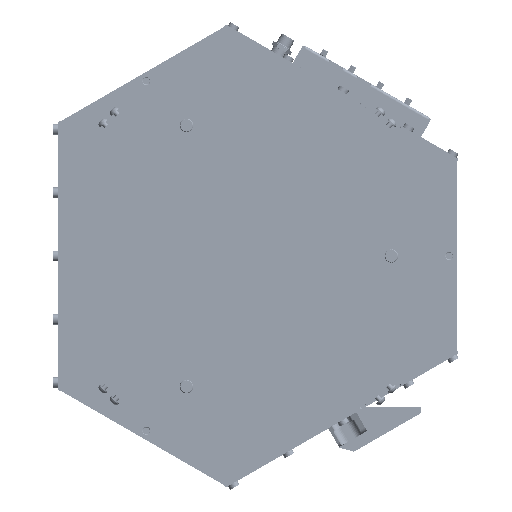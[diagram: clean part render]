
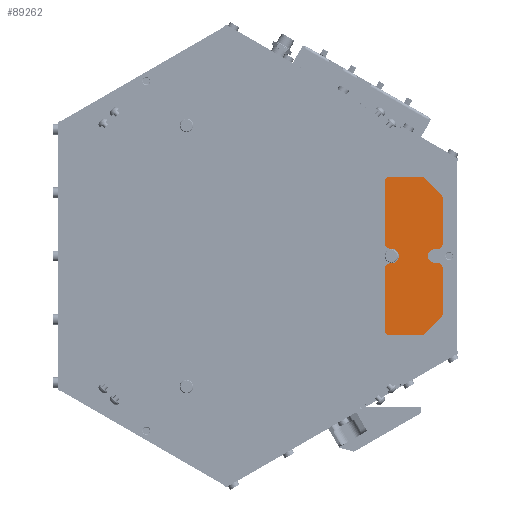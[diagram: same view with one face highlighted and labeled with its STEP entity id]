
A CAD part, front view. The second image highlights one B-rep face of the part: STEP entity #89262.
In plain terms, the highlighted planar face has unit normal (0, -1, 0).
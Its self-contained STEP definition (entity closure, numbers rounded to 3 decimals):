
#30832=CARTESIAN_POINT('',(106.,13.5,-9.447));
#30833=DIRECTION('',(0.,-1.,0.));
#30834=DIRECTION('',(0.105,0.,0.994));
#30835=AXIS2_PLACEMENT_3D('',#30832,#30833,#30834);
#30837=CARTESIAN_POINT('',(106.,13.5,9.447));
#30838=DIRECTION('',(0.,-1.,0.));
#30839=DIRECTION('',(-1.,0.,0.));
#30840=AXIS2_PLACEMENT_3D('',#30837,#30838,#30839);
#30842=DIRECTION('',(0.,0.,-1.));
#30843=VECTOR('',#30842,45.553);
#30844=CARTESIAN_POINT('',(102.,13.5,55.));
#30845=LINE('',#30844,#30843);
#30846=CARTESIAN_POINT('',(106.,13.5,55.));
#30847=DIRECTION('',(0.,-1.,0.));
#30848=DIRECTION('',(0.,0.,1.));
#30849=AXIS2_PLACEMENT_3D('',#30846,#30847,#30848);
#30851=DIRECTION('',(-1.,0.,0.));
#30852=VECTOR('',#30851,22.848);
#30853=CARTESIAN_POINT('',(128.848,13.5,59.));
#30854=LINE('',#30853,#30852);
#30855=CARTESIAN_POINT('',(128.848,13.5,55.));
#30856=DIRECTION('',(0.,-1.,0.));
#30857=DIRECTION('',(0.707,0.,0.707));
#30858=AXIS2_PLACEMENT_3D('',#30855,#30856,#30857);
#30860=DIRECTION('',(0.707,0.,-0.707));
#30861=VECTOR('',#30860,17.186);
#30862=CARTESIAN_POINT('',(131.676,13.5,57.828));
#30863=LINE('',#30862,#30861);
#30864=CARTESIAN_POINT('',(141.,13.5,42.848));
#30865=DIRECTION('',(0.,-1.,0.));
#30866=DIRECTION('',(1.,0.,0.));
#30867=AXIS2_PLACEMENT_3D('',#30864,#30865,#30866);
#30869=DIRECTION('',(0.,0.,1.));
#30870=VECTOR('',#30869,33.848);
#30871=CARTESIAN_POINT('',(145.,13.5,9.));
#30872=LINE('',#30871,#30870);
#30873=CARTESIAN_POINT('',(141.,13.5,9.));
#30874=DIRECTION('',(0.,-1.,0.));
#30875=DIRECTION('',(0.,0.,-1.));
#30876=AXIS2_PLACEMENT_3D('',#30873,#30874,#30875);
#30878=DIRECTION('',(-1.,0.,0.));
#30879=VECTOR('',#30878,2.);
#30880=CARTESIAN_POINT('',(141.,13.5,5.));
#30881=LINE('',#30880,#30879);
#30882=CARTESIAN_POINT('',(139.,13.5,0.));
#30883=DIRECTION('',(0.,-1.,0.));
#30884=DIRECTION('',(0.,0.,1.));
#30885=AXIS2_PLACEMENT_3D('',#30882,#30883,#30884);
#30887=DIRECTION('',(-1.,0.,0.));
#30888=VECTOR('',#30887,2.);
#30889=CARTESIAN_POINT('',(141.,13.5,-5.));
#30890=LINE('',#30889,#30888);
#30891=CARTESIAN_POINT('',(141.,13.5,-9.));
#30892=DIRECTION('',(0.,-1.,0.));
#30893=DIRECTION('',(1.,0.,0.));
#30894=AXIS2_PLACEMENT_3D('',#30891,#30892,#30893);
#30896=DIRECTION('',(0.,0.,1.));
#30897=VECTOR('',#30896,33.848);
#30898=CARTESIAN_POINT('',(145.,13.5,-42.848));
#30899=LINE('',#30898,#30897);
#30900=CARTESIAN_POINT('',(141.,13.5,-42.848));
#30901=DIRECTION('',(0.,-1.,0.));
#30902=DIRECTION('',(0.707,0.,-0.707));
#30903=AXIS2_PLACEMENT_3D('',#30900,#30901,#30902);
#30905=DIRECTION('',(-0.707,0.,-0.707));
#30906=VECTOR('',#30905,17.186);
#30907=CARTESIAN_POINT('',(143.828,13.5,-45.676));
#30908=LINE('',#30907,#30906);
#30909=CARTESIAN_POINT('',(128.848,13.5,-55.));
#30910=DIRECTION('',(0.,-1.,0.));
#30911=DIRECTION('',(0.,0.,-1.));
#30912=AXIS2_PLACEMENT_3D('',#30909,#30910,#30911);
#30914=DIRECTION('',(-1.,0.,0.));
#30915=VECTOR('',#30914,22.848);
#30916=CARTESIAN_POINT('',(128.848,13.5,-59.));
#30917=LINE('',#30916,#30915);
#30918=CARTESIAN_POINT('',(106.,13.5,-55.));
#30919=DIRECTION('',(0.,-1.,0.));
#30920=DIRECTION('',(-1.,0.,0.));
#30921=AXIS2_PLACEMENT_3D('',#30918,#30919,#30920);
#30923=DIRECTION('',(0.,0.,-1.));
#30924=VECTOR('',#30923,45.553);
#30925=CARTESIAN_POINT('',(102.,13.5,-9.447));
#30926=LINE('',#30925,#30924);
#31703=CARTESIAN_POINT('',(107.,13.5,0.));
#31704=DIRECTION('',(0.,1.,0.));
#31705=DIRECTION('',(-0.105,0.,0.994));
#31706=AXIS2_PLACEMENT_3D('',#31703,#31704,#31705);
#40093=CARTESIAN_POINT('',(139.,13.5,-5.));
#40094=VERTEX_POINT('',#40093);
#40095=CARTESIAN_POINT('',(139.,13.5,5.));
#40096=VERTEX_POINT('',#40095);
#40445=CARTESIAN_POINT('',(102.,13.5,-55.));
#40447=VERTEX_POINT('',#40445);
#40449=CARTESIAN_POINT('',(106.,13.5,-59.));
#40451=VERTEX_POINT('',#40449);
#40453=CARTESIAN_POINT('',(106.,13.5,59.));
#40455=VERTEX_POINT('',#40453);
#40457=CARTESIAN_POINT('',(102.,13.5,55.));
#40459=VERTEX_POINT('',#40457);
#40477=CARTESIAN_POINT('',(145.,13.5,-42.848));
#40478=VERTEX_POINT('',#40477);
#40479=CARTESIAN_POINT('',(143.828,13.5,-45.676));
#40480=VERTEX_POINT('',#40479);
#40481=CARTESIAN_POINT('',(145.,13.5,42.848));
#40483=VERTEX_POINT('',#40481);
#40485=CARTESIAN_POINT('',(143.828,13.5,45.676));
#40487=VERTEX_POINT('',#40485);
#40491=CARTESIAN_POINT('',(128.848,13.5,-59.));
#40492=VERTEX_POINT('',#40491);
#40493=CARTESIAN_POINT('',(131.676,13.5,-57.828));
#40494=VERTEX_POINT('',#40493);
#40495=CARTESIAN_POINT('',(128.848,13.5,59.));
#40496=VERTEX_POINT('',#40495);
#40498=CARTESIAN_POINT('',(131.676,13.5,57.828));
#40500=VERTEX_POINT('',#40498);
#40501=CARTESIAN_POINT('',(145.,13.5,-9.));
#40502=VERTEX_POINT('',#40501);
#40503=CARTESIAN_POINT('',(145.,13.5,9.));
#40504=VERTEX_POINT('',#40503);
#40505=CARTESIAN_POINT('',(141.,13.5,5.));
#40506=VERTEX_POINT('',#40505);
#40507=CARTESIAN_POINT('',(141.,13.5,-5.));
#40508=VERTEX_POINT('',#40507);
#40782=CARTESIAN_POINT('',(102.,13.5,-9.447));
#40784=VERTEX_POINT('',#40782);
#40786=CARTESIAN_POINT('',(106.421,13.5,-5.469));
#40788=VERTEX_POINT('',#40786);
#40789=CARTESIAN_POINT('',(102.,13.5,9.447));
#40791=VERTEX_POINT('',#40789);
#40793=CARTESIAN_POINT('',(106.421,13.5,5.469));
#40795=VERTEX_POINT('',#40793);
#89213=CARTESIAN_POINT('',(0.,13.5,0.));
#89214=DIRECTION('',(0.,1.,0.));
#89215=DIRECTION('',(1.,0.,0.));
#89216=AXIS2_PLACEMENT_3D('',#89213,#89214,#89215);
#89217=PLANE('',#89216);
#89219=ORIENTED_EDGE('',*,*,#89218,.F.);
#89221=ORIENTED_EDGE('',*,*,#89220,.F.);
#89223=ORIENTED_EDGE('',*,*,#89222,.F.);
#89225=ORIENTED_EDGE('',*,*,#89224,.F.);
#89227=ORIENTED_EDGE('',*,*,#89226,.F.);
#89229=ORIENTED_EDGE('',*,*,#89228,.F.);
#89231=ORIENTED_EDGE('',*,*,#89230,.F.);
#89233=ORIENTED_EDGE('',*,*,#89232,.T.);
#89235=ORIENTED_EDGE('',*,*,#89234,.F.);
#89236=ORIENTED_EDGE('',*,*,#88815,.F.);
#89238=ORIENTED_EDGE('',*,*,#89237,.F.);
#89240=ORIENTED_EDGE('',*,*,#89239,.T.);
#89242=ORIENTED_EDGE('',*,*,#89241,.T.);
#89244=ORIENTED_EDGE('',*,*,#89243,.F.);
#89246=ORIENTED_EDGE('',*,*,#89245,.F.);
#89247=ORIENTED_EDGE('',*,*,#88797,.F.);
#89249=ORIENTED_EDGE('',*,*,#89248,.F.);
#89251=ORIENTED_EDGE('',*,*,#89250,.T.);
#89253=ORIENTED_EDGE('',*,*,#89252,.F.);
#89255=ORIENTED_EDGE('',*,*,#89254,.T.);
#89257=ORIENTED_EDGE('',*,*,#89256,.F.);
#89259=ORIENTED_EDGE('',*,*,#89258,.F.);
#89260=EDGE_LOOP('',(#89219,#89221,#89223,#89225,#89227,#89229,#89231,#89233,
#89235,#89236,#89238,#89240,#89242,#89244,#89246,#89247,#89249,#89251,#89253,
#89255,#89257,#89259));
#89261=FACE_OUTER_BOUND('',#89260,.F.);
#89262=ADVANCED_FACE('',(#89261),#89217,.F.);
#30836=CIRCLE('',#30835,4.);
#30841=CIRCLE('',#30840,4.);
#30850=CIRCLE('',#30849,4.);
#30859=CIRCLE('',#30858,4.);
#30868=CIRCLE('',#30867,4.);
#30877=CIRCLE('',#30876,4.);
#30886=CIRCLE('',#30885,5.);
#30895=CIRCLE('',#30894,4.);
#30904=CIRCLE('',#30903,4.);
#30913=CIRCLE('',#30912,4.);
#30922=CIRCLE('',#30921,4.);
#31707=CIRCLE('',#31706,5.5);
#88797=EDGE_CURVE('',#40478,#40502,#30899,.T.);
#88815=EDGE_CURVE('',#40504,#40483,#30872,.T.);
#89218=EDGE_CURVE('',#40788,#40784,#30836,.T.);
#89220=EDGE_CURVE('',#40795,#40788,#31707,.T.);
#89222=EDGE_CURVE('',#40791,#40795,#30841,.T.);
#89224=EDGE_CURVE('',#40459,#40791,#30845,.T.);
#89226=EDGE_CURVE('',#40455,#40459,#30850,.T.);
#89228=EDGE_CURVE('',#40496,#40455,#30854,.T.);
#89230=EDGE_CURVE('',#40500,#40496,#30859,.T.);
#89232=EDGE_CURVE('',#40500,#40487,#30863,.T.);
#89234=EDGE_CURVE('',#40483,#40487,#30868,.T.);
#89237=EDGE_CURVE('',#40506,#40504,#30877,.T.);
#89239=EDGE_CURVE('',#40506,#40096,#30881,.T.);
#89241=EDGE_CURVE('',#40096,#40094,#30886,.T.);
#89243=EDGE_CURVE('',#40508,#40094,#30890,.T.);
#89245=EDGE_CURVE('',#40502,#40508,#30895,.T.);
#89248=EDGE_CURVE('',#40480,#40478,#30904,.T.);
#89250=EDGE_CURVE('',#40480,#40494,#30908,.T.);
#89252=EDGE_CURVE('',#40492,#40494,#30913,.T.);
#89254=EDGE_CURVE('',#40492,#40451,#30917,.T.);
#89256=EDGE_CURVE('',#40447,#40451,#30922,.T.);
#89258=EDGE_CURVE('',#40784,#40447,#30926,.T.);
